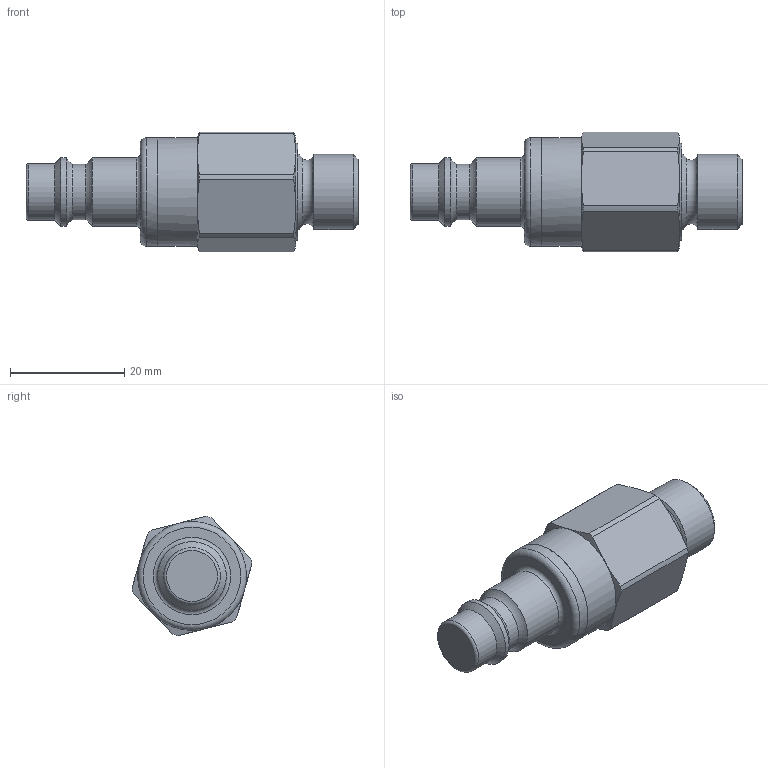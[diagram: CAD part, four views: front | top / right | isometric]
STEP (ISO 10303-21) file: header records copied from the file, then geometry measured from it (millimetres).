
FILE_DESCRIPTION((''),'2;1');
FILE_NAME('25sbaw13rvx.stp','2014-03-10T07:47:26',('IA176480'),(''),'Autodesk Inventor 2013','Autodesk Inventor 2013','');
FILE_SCHEMA(('AUTOMOTIVE_DESIGN { 1 0 10303 214 1 1 1 1 }'));
Length unit declared in the file: millimetre
Products named in the file (1): D107955
Bounding box: 58 x 20.96 x 20.84 mm (x, y, z)
Volume: 11382.3 mm3; surface area: 4196 mm2
Topology: 1 solids, 3 shells, 56 faces, 117 edges, 71 vertices
Faces by surface type: cylinder 19, plane 16, cone 13, torus 8
Full cylindrical faces by diameter (mm): 9.75 x1, 9.9 x1, 12 x2, 13.157 x1, 14.987 x2, 15.1 x1, 16 x2, 17 x1, 18.95 x1, 19 x1
Entity records: 1340 total; most frequent: CARTESIAN_POINT 243, DIRECTION 234, ORIENTED_EDGE 168, AXIS2_PLACEMENT_3D 111, EDGE_LOOP 92, EDGE_CURVE 84, VERTEX_POINT 66, FACE_OUTER_BOUND 56
